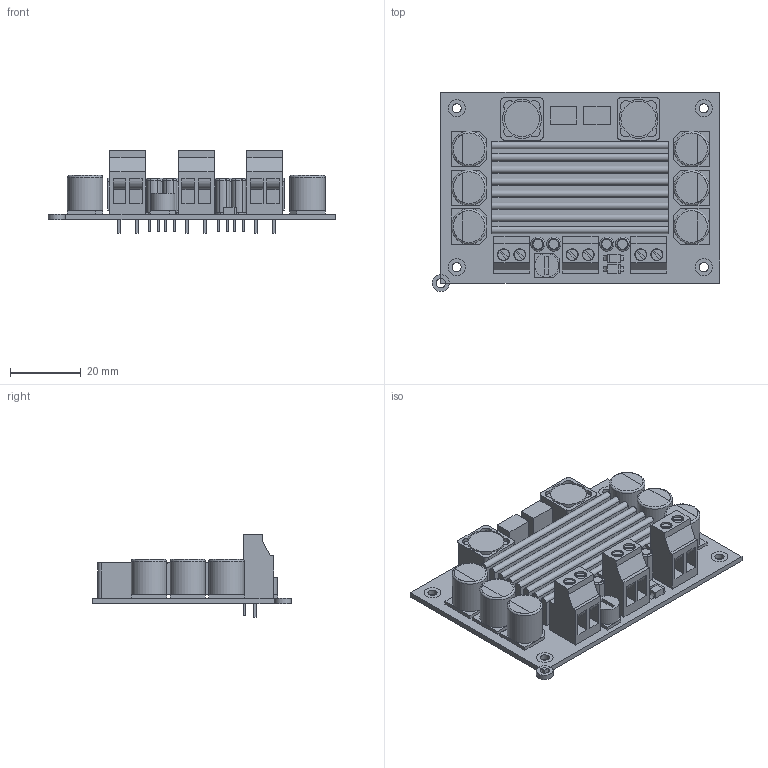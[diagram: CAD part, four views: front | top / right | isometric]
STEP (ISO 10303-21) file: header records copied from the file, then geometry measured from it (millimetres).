
FILE_DESCRIPTION(('FreeCAD Model'),'2;1');
FILE_NAME('TPA3116_Mono.step' ,'2021-01-25T23:44:57',('Author'),(''), 'Open CASCADE STEP processor 7.3','FreeCAD','Unknown');
FILE_SCHEMA(('AUTOMOTIVE_DESIGN { 1 0 10303 214 1 1 1 1 }'));
Length unit declared in the file: millimetre
Products named in the file (29): TPA3116_Mono; Ring.003; Cap.001; Ring.004; Capacitor_4x10mm.003; Capacitor_4x10mm.002; Coil_SMD_12mm.001; Diode_SMD.002; RND_205-00287.003; Coil_SMD_12mm.002; Capacitor_4x10mm.004; Capacitor_SMD_10mm.005; Capacitor_SMD_10mm.006; RND_205-00287.002; PCB; Capacitor_4x10mm.001; Diode_SMD.001; TPA3116D2_Chip; Capacitor_SMD_10mm.003; Capacitor_SMD_10mm.004; Capacitor_SMD_10mm.001; Capacitor_SMD_10mm.002; RND_205-00287.001; Heat_Sink_26x50; Pad004; Ring.001; Ring.002; Cap.002; Trimmer_SMD
Bounding box: 81.4 x 56.4 x 23.4 mm (x, y, z)
Volume: 54953.3 mm3; surface area: 61927 mm2
Topology: 169 solids, 169 shells, 1182 faces, 6198 edges, 12648 vertices
Faces by surface type: plane 930, cylinder 224, torus 28
Full cylindrical faces by diameter (mm): 2.6 x9, 2.8 x8, 3.2 x12, 3.4 x12, 3.6 x8, 4.8 x17, 6.8 x2, 10 x16
Entity records: 105412 total; most frequent: CARTESIAN_POINT 25673, DIRECTION 14700, LINE 9234, VECTOR 9234, ORIENTED_EDGE 4908, PCURVE 4908, DEFINITIONAL_REPRESENTATION 4908, GEOMETRIC_CURVE_SET 3760
